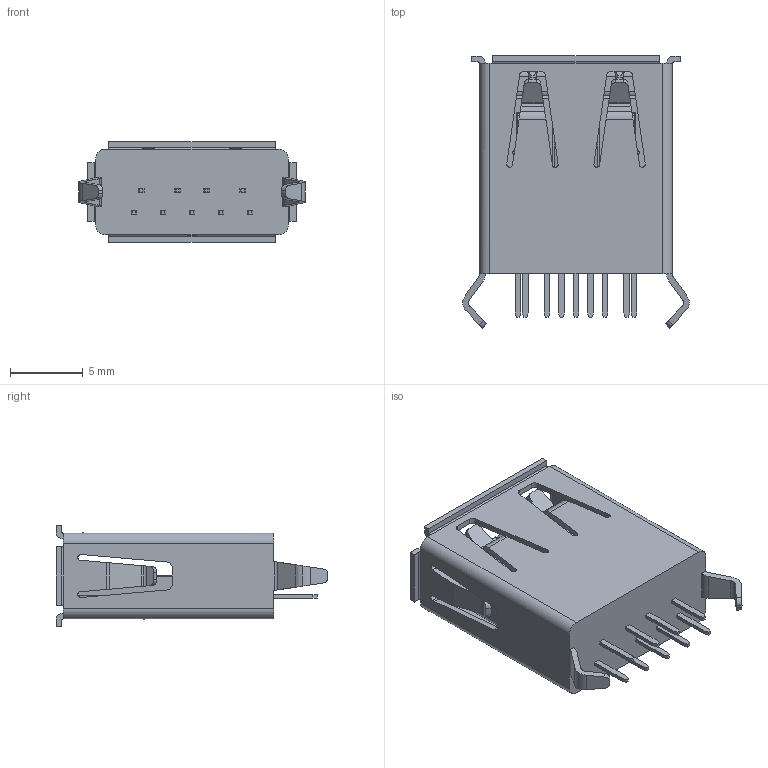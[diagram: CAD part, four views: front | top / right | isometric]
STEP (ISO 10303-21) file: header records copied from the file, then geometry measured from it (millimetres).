
FILE_DESCRIPTION(('CATIA V5 STEP Exchange','CAx-IF Rec.Pracs.--- Model Styling and Organization---1.4--- 2014-01-23'),'2;1');
FILE_NAME ('015901-2_0_1549730000_1549730000.stp','2018-12-18T12:02:36+00:00',('none'),('Weidmueller'),'CATIA Version 5-6 Release 2016 SP3 HF44','CATIA V5 STEP AP214','none');
FILE_SCHEMA(('AUTOMOTIVE_DESIGN { 1 0 10303 214 1 1 1 1 }'));
Length unit declared in the file: millimetre
Products named in the file (1): 1549730000
Bounding box: 15.6 x 18.74 x 6.95 mm (x, y, z)
Volume: 737.9 mm3; surface area: 1475.3 mm2
Topology: 1 solids, 1 shells, 614 faces, 1736 edges, 1148 vertices
Faces by surface type: plane 404, cylinder 210
Entity records: 21430 total; most frequent: CARTESIAN_POINT 6048, ORIENTED_EDGE 3472, DIRECTION 2664, EDGE_CURVE 1736, VECTOR 1308, LINE 1308, VERTEX_POINT 1148, AXIS2_PLACEMENT_3D 743
